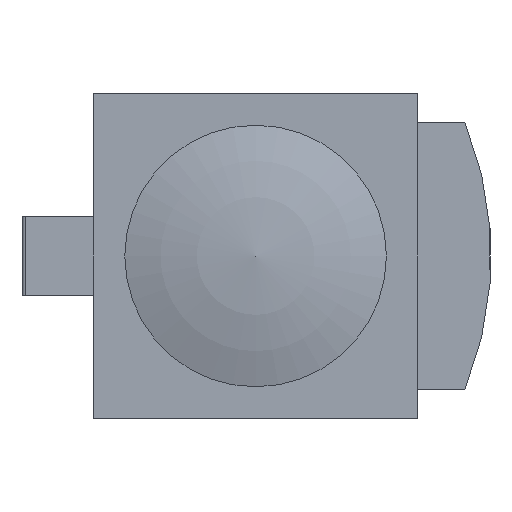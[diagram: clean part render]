
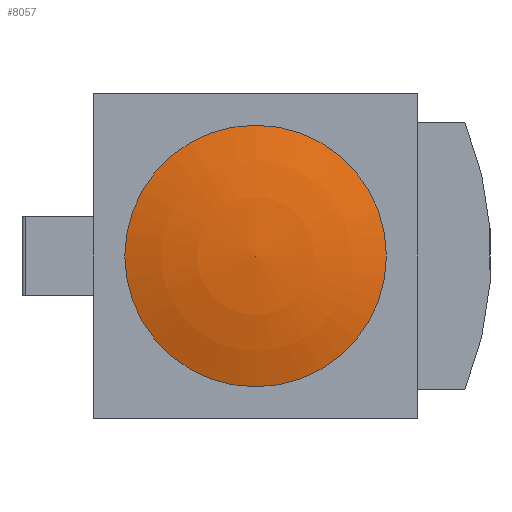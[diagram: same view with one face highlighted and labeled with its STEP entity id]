
A CAD part, front view. The second image highlights one B-rep face of the part: STEP entity #8057.
In plain terms, the highlighted toroidal (fillet/blend) face has major radius 1.578 mm and minor radius 90 mm.
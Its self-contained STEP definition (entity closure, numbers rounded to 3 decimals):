
#24=VERTEX_LOOP('',#4559);
#27=DEGENERATE_TOROIDAL_SURFACE('',#8540,1.578,90.,
 .F.);
#1635=CIRCLE('',#8516,25.);
#2565=ORIENTED_EDGE('',*,*,#3885,.T.);
#3885=EDGE_CURVE('',#4548,#4548,#1635,.T.);
#4548=VERTEX_POINT('',#11630);
#4559=VERTEX_POINT('',#11665);
#4933=EDGE_LOOP('',(#2565));
#5324=FACE_BOUND('',#4933,.T.);
#5325=FACE_BOUND('',#24,.T.);
#8057=ADVANCED_FACE('',(#5324,#5325),#27,.F.);
#8516=AXIS2_PLACEMENT_3D('',#11629,#9713,#9714);
#8540=AXIS2_PLACEMENT_3D('',#11664,#9761,#9762);
#9713=DIRECTION('',(0.,-1.,0.));
#9714=DIRECTION('',(0.,0.,-1.));
#9761=DIRECTION('',(0.,-1.,0.));
#9762=DIRECTION('',(0.,0.,-1.));
#11629=CARTESIAN_POINT('',(0.,-45.,0.));
#11630=CARTESIAN_POINT('',(0.,-45.,-25.));
#11664=CARTESIAN_POINT('',(0.,40.986,0.));
#11665=CARTESIAN_POINT('',(0.,-49.,0.));
